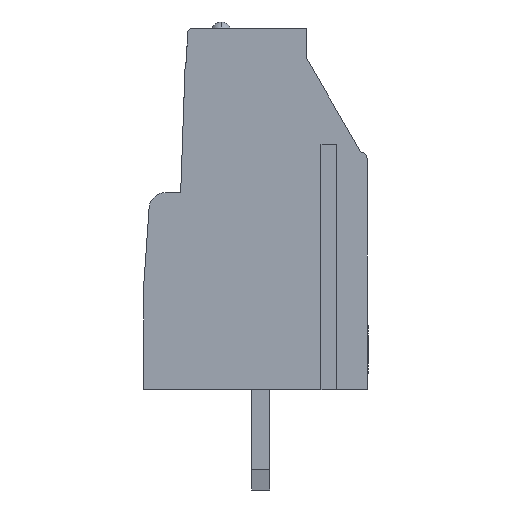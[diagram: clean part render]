
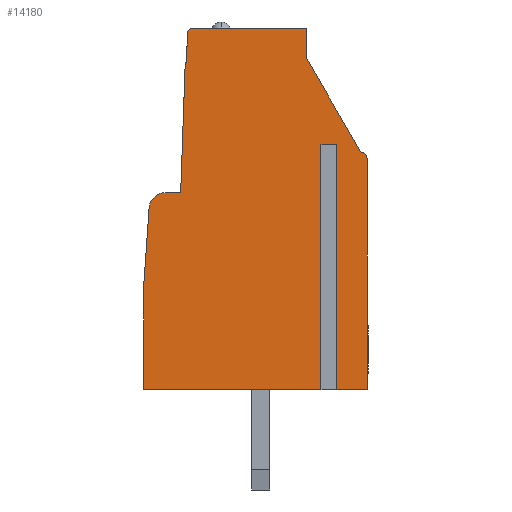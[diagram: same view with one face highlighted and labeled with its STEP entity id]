
A CAD part, left-side view. The second image highlights one B-rep face of the part: STEP entity #14180.
In plain terms, the highlighted planar face has unit normal (-1, 0, 0).
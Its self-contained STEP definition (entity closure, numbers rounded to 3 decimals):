
#6667 = VERTEX_POINT('',#6668);
#6668 = CARTESIAN_POINT('',(0.,9.28,9.8));
#6674 = EDGE_CURVE('',#6667,#6675,#6677,.T.);
#6675 = VERTEX_POINT('',#6676);
#6676 = CARTESIAN_POINT('',(0.,9.053,
    16.298));
#6677 = LINE('',#6678,#6679);
#6678 = CARTESIAN_POINT('',(0.,9.334,
    8.262));
#6679 = VECTOR('',#6680,1.);
#6680 = DIRECTION('',(0.,-0.035,0.999));
#13031 = VERTEX_POINT('',#13032);
#13032 = CARTESIAN_POINT('',(0.,1.693,12.2));
#13038 = EDGE_CURVE('',#13031,#13039,#13041,.T.);
#13039 = VERTEX_POINT('',#13040);
#13040 = CARTESIAN_POINT('',(0.,2.107,12.2));
#13041 = LINE('',#13042,#13043);
#13042 = CARTESIAN_POINT('',(0.,0.693,12.2));
#13043 = VECTOR('',#13044,1.);
#13044 = DIRECTION('',(0.,1.,0.));
#13135 = VERTEX_POINT('',#13136);
#13136 = CARTESIAN_POINT('',(0.,11.12,5.17));
#13142 = EDGE_CURVE('',#13135,#13143,#13145,.T.);
#13143 = VERTEX_POINT('',#13144);
#13144 = CARTESIAN_POINT('',(0.,10.851,
    9.055));
#13145 = LINE('',#13146,#13147);
#13146 = CARTESIAN_POINT('',(0.,11.279,
    2.875));
#13147 = VECTOR('',#13148,1.);
#13148 = DIRECTION('',(0.,-0.069,0.998));
#13172 = EDGE_CURVE('',#13173,#13175,#13177,.T.);
#13173 = VERTEX_POINT('',#13174);
#13174 = CARTESIAN_POINT('',(0.,8.944,
    17.71));
#13175 = VERTEX_POINT('',#13176);
#13176 = CARTESIAN_POINT('',(0.,8.993,
    16.296));
#13177 = LINE('',#13178,#13179);
#13178 = CARTESIAN_POINT('',(0.,9.25,
    8.941));
#13179 = VECTOR('',#13180,1.);
#13180 = DIRECTION('',(0.,0.035,-0.999));
#13228 = EDGE_CURVE('',#13031,#13229,#13231,.T.);
#13229 = VERTEX_POINT('',#13230);
#13230 = CARTESIAN_POINT('',(0.,1.693,
    0.));
#13231 = LINE('',#13232,#13233);
#13232 = CARTESIAN_POINT('',(0.,1.693,6.071));
#13233 = VECTOR('',#13234,1.);
#13234 = DIRECTION('',(-0.,-0.,-1.));
#13284 = VERTEX_POINT('',#13285);
#13285 = CARTESIAN_POINT('',(0.,0.,11.5
    ));
#13291 = EDGE_CURVE('',#13284,#13292,#13294,.T.);
#13292 = VERTEX_POINT('',#13293);
#13293 = CARTESIAN_POINT('',(0.,0.,
    0.));
#13294 = LINE('',#13295,#13296);
#13295 = CARTESIAN_POINT('',(0.,0.,
    5.718));
#13296 = VECTOR('',#13297,1.);
#13297 = DIRECTION('',(-0.,-0.,-1.));
#13399 = VERTEX_POINT('',#13400);
#13400 = CARTESIAN_POINT('',(0.,3.,18.));
#13406 = EDGE_CURVE('',#13399,#13407,#13409,.T.);
#13407 = VERTEX_POINT('',#13408);
#13408 = CARTESIAN_POINT('',(0.,3.,16.477));
#13409 = LINE('',#13410,#13411);
#13410 = CARTESIAN_POINT('',(0.,3.,8.918));
#13411 = VECTOR('',#13412,1.);
#13412 = DIRECTION('',(-0.,-0.,-1.));
#13666 = EDGE_CURVE('',#13173,#13667,#13669,.T.);
#13667 = VERTEX_POINT('',#13668);
#13668 = CARTESIAN_POINT('',(0.,8.644,18.));
#13669 = CIRCLE('',#13670,0.3);
#13670 = AXIS2_PLACEMENT_3D('',#13671,#13672,#13673);
#13671 = CARTESIAN_POINT('',(0.,8.644,17.7));
#13672 = DIRECTION('',(1.,0.,0.));
#13673 = DIRECTION('',(0.,-1.,0.));
#13880 = VERTEX_POINT('',#13881);
#13881 = CARTESIAN_POINT('',(0.,11.12,
    0.));
#13897 = EDGE_CURVE('',#13292,#13229,#13898,.T.);
#13898 = LINE('',#13899,#13900);
#13899 = CARTESIAN_POINT('',(0.,-0.111,
    0.));
#13900 = VECTOR('',#13901,1.);
#13901 = DIRECTION('',(0.,1.,0.));
#13929 = VERTEX_POINT('',#13930);
#13930 = CARTESIAN_POINT('',(0.,2.107,
    0.));
#13936 = EDGE_CURVE('',#13929,#13880,#13937,.T.);
#13937 = LINE('',#13938,#13939);
#13938 = CARTESIAN_POINT('',(0.,-0.111,
    0.));
#13939 = VECTOR('',#13940,1.);
#13940 = DIRECTION('',(0.,1.,0.));
#14060 = VERTEX_POINT('',#14061);
#14061 = CARTESIAN_POINT('',(0.,10.053,9.8));
#14069 = EDGE_CURVE('',#13143,#14060,#14070,.T.);
#14070 = CIRCLE('',#14071,0.8);
#14071 = AXIS2_PLACEMENT_3D('',#14072,#14073,#14074);
#14072 = CARTESIAN_POINT('',(0.,10.053,9.));
#14073 = DIRECTION('',(1.,0.,0.));
#14074 = DIRECTION('',(-0.,1.,0.));
#14160 = VERTEX_POINT('',#14161);
#14161 = CARTESIAN_POINT('',(0.,0.3,11.8));
#14167 = EDGE_CURVE('',#14160,#13284,#14168,.T.);
#14168 = CIRCLE('',#14169,0.3);
#14169 = AXIS2_PLACEMENT_3D('',#14170,#14171,#14172);
#14170 = CARTESIAN_POINT('',(0.,0.3,11.5));
#14171 = DIRECTION('',(1.,0.,0.));
#14172 = DIRECTION('',(0.,-1.,0.));
#14180 = ADVANCED_FACE('',(#14181),#14231,.T.);
#14181 = FACE_BOUND('',#14182,.T.);
#14182 = EDGE_LOOP('',(#14183,#14189,#14190,#14196,#14197,#14198,#14199,
    #14200,#14201,#14207,#14208,#14214,#14215,#14216,#14222,#14223,
    #14229,#14230));
#14183 = ORIENTED_EDGE('',*,*,#14184,.T.);
#14184 = EDGE_CURVE('',#13135,#13880,#14185,.T.);
#14185 = LINE('',#14186,#14187);
#14186 = CARTESIAN_POINT('',(0.,11.12,-0.116));
#14187 = VECTOR('',#14188,1.);
#14188 = DIRECTION('',(0.,0.,-1.));
#14189 = ORIENTED_EDGE('',*,*,#13936,.F.);
#14190 = ORIENTED_EDGE('',*,*,#14191,.F.);
#14191 = EDGE_CURVE('',#13039,#13929,#14192,.T.);
#14192 = LINE('',#14193,#14194);
#14193 = CARTESIAN_POINT('',(0.,2.107,-0.151));
#14194 = VECTOR('',#14195,1.);
#14195 = DIRECTION('',(0.,0.,-1.));
#14196 = ORIENTED_EDGE('',*,*,#13038,.F.);
#14197 = ORIENTED_EDGE('',*,*,#13228,.T.);
#14198 = ORIENTED_EDGE('',*,*,#13897,.F.);
#14199 = ORIENTED_EDGE('',*,*,#13291,.F.);
#14200 = ORIENTED_EDGE('',*,*,#14167,.F.);
#14201 = ORIENTED_EDGE('',*,*,#14202,.T.);
#14202 = EDGE_CURVE('',#14160,#13407,#14203,.T.);
#14203 = LINE('',#14204,#14205);
#14204 = CARTESIAN_POINT('',(0.,-2.359,
    7.195));
#14205 = VECTOR('',#14206,1.);
#14206 = DIRECTION('',(0.,0.5,0.866));
#14207 = ORIENTED_EDGE('',*,*,#13406,.F.);
#14208 = ORIENTED_EDGE('',*,*,#14209,.T.);
#14209 = EDGE_CURVE('',#13399,#13667,#14210,.T.);
#14210 = LINE('',#14211,#14212);
#14211 = CARTESIAN_POINT('',(0.,1.416,18.));
#14212 = VECTOR('',#14213,1.);
#14213 = DIRECTION('',(0.,1.,0.));
#14214 = ORIENTED_EDGE('',*,*,#13666,.F.);
#14215 = ORIENTED_EDGE('',*,*,#13172,.T.);
#14216 = ORIENTED_EDGE('',*,*,#14217,.T.);
#14217 = EDGE_CURVE('',#13175,#6675,#14218,.T.);
#14218 = LINE('',#14219,#14220);
#14219 = CARTESIAN_POINT('',(0.,4.124,
    16.126));
#14220 = VECTOR('',#14221,1.);
#14221 = DIRECTION('',(0.,0.999,0.035));
#14222 = ORIENTED_EDGE('',*,*,#6674,.F.);
#14223 = ORIENTED_EDGE('',*,*,#14224,.T.);
#14224 = EDGE_CURVE('',#6667,#14060,#14225,.T.);
#14225 = LINE('',#14226,#14227);
#14226 = CARTESIAN_POINT('',(0.,4.581,9.8));
#14227 = VECTOR('',#14228,1.);
#14228 = DIRECTION('',(0.,1.,0.));
#14229 = ORIENTED_EDGE('',*,*,#14069,.F.);
#14230 = ORIENTED_EDGE('',*,*,#13142,.F.);
#14231 = PLANE('',#14232);
#14232 = AXIS2_PLACEMENT_3D('',#14233,#14234,#14235);
#14233 = CARTESIAN_POINT('',(0.,-0.111,-0.18));
#14234 = DIRECTION('',(-1.,0.,0.));
#14235 = DIRECTION('',(0.,0.,1.));
